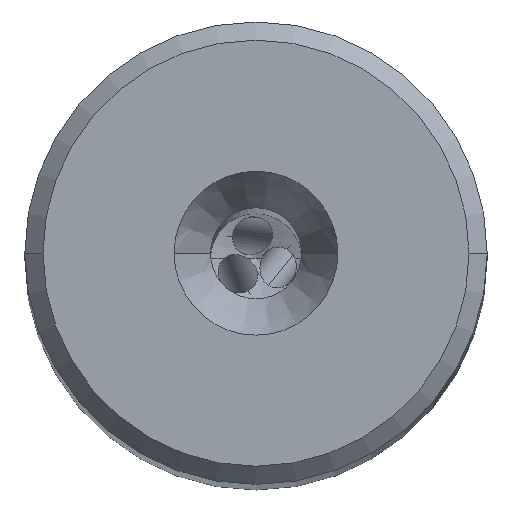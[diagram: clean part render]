
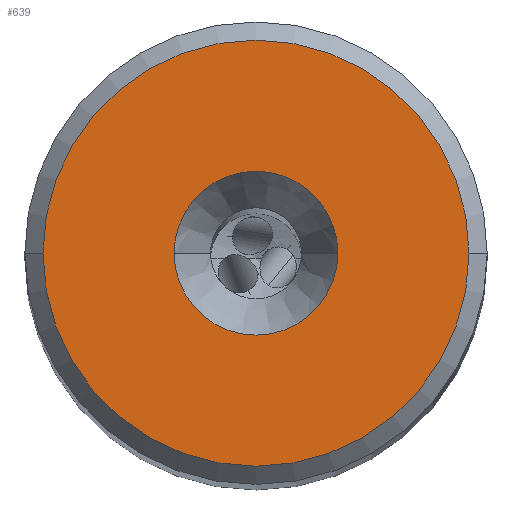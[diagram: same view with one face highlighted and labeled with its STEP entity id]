
A CAD part, top view. The second image highlights one B-rep face of the part: STEP entity #639.
In plain terms, the highlighted planar face has unit normal (0, 0, 1).
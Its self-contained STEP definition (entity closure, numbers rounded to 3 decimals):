
#639=ADVANCED_FACE('',(#863,#864),#828,.T.);
#828=PLANE('',#5773);
#863=FACE_BOUND('',#1004,.T.);
#864=FACE_BOUND('',#1005,.T.);
#1004=EDGE_LOOP('',(#2742,#2743));
#1005=EDGE_LOOP('',(#2744,#2745));
#1731=CIRCLE('',#5765,11.7);
#1732=CIRCLE('',#5767,11.7);
#1734=CIRCLE('',#5771,4.5);
#1735=CIRCLE('',#5772,4.5);
#2742=ORIENTED_EDGE('',*,*,#4599,.F.);
#2743=ORIENTED_EDGE('',*,*,#4597,.F.);
#2744=ORIENTED_EDGE('',*,*,#4601,.F.);
#2745=ORIENTED_EDGE('',*,*,#4602,.F.);
#3906=VERTEX_POINT('',#11907);
#3907=VERTEX_POINT('',#11909);
#3908=VERTEX_POINT('',#11917);
#3909=VERTEX_POINT('',#11918);
#4597=EDGE_CURVE('',#3906,#3907,#1731,.T.);
#4599=EDGE_CURVE('',#3907,#3906,#1732,.T.);
#4601=EDGE_CURVE('',#3908,#3909,#1734,.T.);
#4602=EDGE_CURVE('',#3909,#3908,#1735,.T.);
#5765=AXIS2_PLACEMENT_3D('',#11908,#6743,#6744);
#5767=AXIS2_PLACEMENT_3D('',#11912,#6748,#6749);
#5771=AXIS2_PLACEMENT_3D('',#11916,#6756,#6757);
#5772=AXIS2_PLACEMENT_3D('',#11919,#6758,#6759);
#5773=AXIS2_PLACEMENT_3D('',#11920,#6760,#6761);
#6743=DIRECTION('',(0.,0.,-1.));
#6744=DIRECTION('',(1.,0.,0.));
#6748=DIRECTION('',(0.,0.,-1.));
#6749=DIRECTION('',(-1.,0.,0.));
#6756=DIRECTION('',(0.,0.,1.));
#6757=DIRECTION('',(-1.,0.,0.));
#6758=DIRECTION('',(0.,0.,1.));
#6759=DIRECTION('',(1.,0.,0.));
#6760=DIRECTION('',(0.,0.,1.));
#6761=DIRECTION('',(1.,0.,0.));
#11907=CARTESIAN_POINT('',(11.7,0.,0.));
#11908=CARTESIAN_POINT('',(0.,0.,0.));
#11909=CARTESIAN_POINT('',(-11.7,0.,0.));
#11912=CARTESIAN_POINT('',(0.,0.,0.));
#11916=CARTESIAN_POINT('',(0.,0.,0.));
#11917=CARTESIAN_POINT('',(-4.5,0.,0.));
#11918=CARTESIAN_POINT('',(4.5,0.,0.));
#11919=CARTESIAN_POINT('',(0.,0.,0.));
#11920=CARTESIAN_POINT('',(0.,0.,0.));
